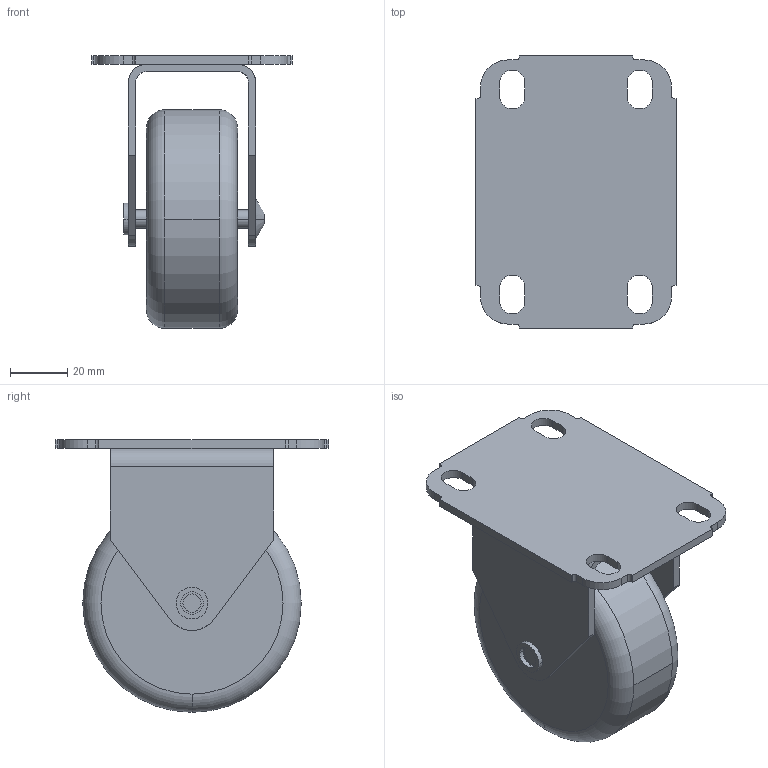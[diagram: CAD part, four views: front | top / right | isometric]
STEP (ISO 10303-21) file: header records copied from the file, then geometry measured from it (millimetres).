
FILE_DESCRIPTION((''),'2;1');
FILE_NAME('13CA8114.stp','2015-07-14T15:59:51',(''),(''),'Mechanical Desktop 2011','Mechanical Desktop 2011',', , ');
FILE_SCHEMA(('AUTOMOTIVE_DESIGN { 1 2 10303 214 1 1 1 1 }'));
Length unit declared in the file: inch
Products named in the file (1): Product
Bounding box: 69.73 x 95.08 x 94.91 mm (x, y, z)
Volume: 159695.3 mm3; surface area: 41525.9 mm2
Topology: 5 solids, 13 shells, 95 faces, 315 edges, 268 vertices
Faces by surface type: cylinder 34, plane 29, bspline 26, torus 4, cone 2
Entity records: 3716 total; most frequent: CARTESIAN_POINT 1052, DIRECTION 481, ORIENTED_EDGE 420, EDGE_CURVE 226, AXIS2_PLACEMENT_3D 168, VERTEX_POINT 162, VECTOR 145, LINE 145
